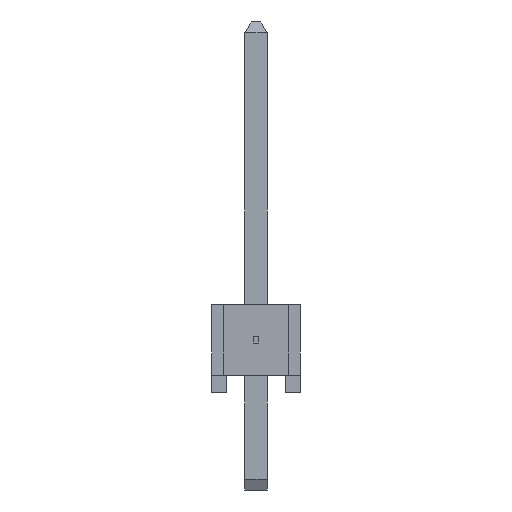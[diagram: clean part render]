
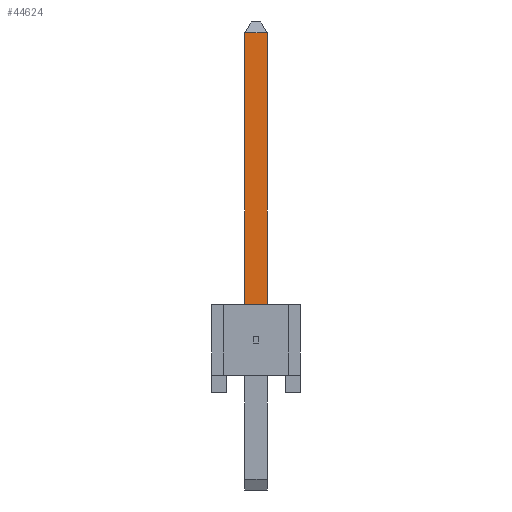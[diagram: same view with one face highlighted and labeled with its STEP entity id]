
A CAD part, left-side view. The second image highlights one B-rep face of the part: STEP entity #44624.
In plain terms, the highlighted planar face has unit normal (-1, 0, 0).
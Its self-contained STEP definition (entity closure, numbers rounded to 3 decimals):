
#44624 = ADVANCED_FACE('',(#44625),#44659,.F.);
#44625 = FACE_BOUND('',#44626,.T.);
#44626 = EDGE_LOOP('',(#44627,#44637,#44645,#44653));
#44627 = ORIENTED_EDGE('',*,*,#44628,.T.);
#44628 = EDGE_CURVE('',#44629,#44631,#44633,.T.);
#44629 = VERTEX_POINT('',#44630);
#44630 = CARTESIAN_POINT('',(-44.768,13.157,0.318));
#44631 = VERTEX_POINT('',#44632);
#44632 = CARTESIAN_POINT('',(-44.768,13.157,-0.318));
#44633 = LINE('',#44634,#44635);
#44634 = CARTESIAN_POINT('',(-44.768,13.157,2.54));
#44635 = VECTOR('',#44636,1.);
#44636 = DIRECTION('',(0.,0.,-1.));
#44637 = ORIENTED_EDGE('',*,*,#44638,.T.);
#44638 = EDGE_CURVE('',#44631,#44639,#44641,.T.);
#44639 = VERTEX_POINT('',#44640);
#44640 = CARTESIAN_POINT('',(-44.768,4.191,-0.318));
#44641 = LINE('',#44642,#44643);
#44642 = CARTESIAN_POINT('',(-44.768,13.462,-0.318));
#44643 = VECTOR('',#44644,1.);
#44644 = DIRECTION('',(0.,-1.,0.));
#44645 = ORIENTED_EDGE('',*,*,#44646,.F.);
#44646 = EDGE_CURVE('',#44647,#44639,#44649,.T.);
#44647 = VERTEX_POINT('',#44648);
#44648 = CARTESIAN_POINT('',(-44.768,4.191,0.318));
#44649 = LINE('',#44650,#44651);
#44650 = CARTESIAN_POINT('',(-44.768,4.191,0.318));
#44651 = VECTOR('',#44652,1.);
#44652 = DIRECTION('',(0.,0.,-1.));
#44653 = ORIENTED_EDGE('',*,*,#44654,.F.);
#44654 = EDGE_CURVE('',#44629,#44647,#44655,.T.);
#44655 = LINE('',#44656,#44657);
#44656 = CARTESIAN_POINT('',(-44.768,13.462,0.318));
#44657 = VECTOR('',#44658,1.);
#44658 = DIRECTION('',(0.,-1.,0.));
#44659 = PLANE('',#44660);
#44660 = AXIS2_PLACEMENT_3D('',#44661,#44662,#44663);
#44661 = CARTESIAN_POINT('',(-44.768,13.462,0.318));
#44662 = DIRECTION('',(1.,0.,0.));
#44663 = DIRECTION('',(0.,0.,-1.));
